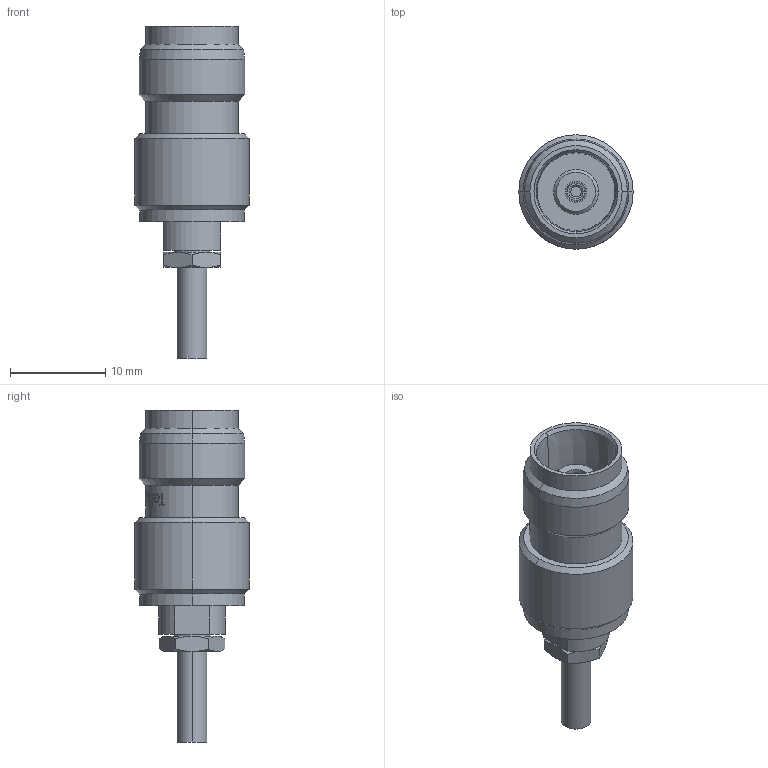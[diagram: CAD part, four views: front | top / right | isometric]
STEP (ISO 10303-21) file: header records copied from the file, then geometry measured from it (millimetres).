
FILE_DESCRIPTION (( 'STEP AP214' ), '1' );
FILE_NAME ('J01011B0032.STEP', '2019-07-05T06:25:55', ( '' ), ( '' ), 'SwSTEP 2.0', 'SolidWorks 2018', '' );
FILE_SCHEMA (( 'AUTOMOTIVE_DESIGN' ));
Length unit declared in the file: millimetre
Products named in the file (1): J01011B0032
Bounding box: 12 x 12 x 34.85 mm (x, y, z)
Volume: 1896.7 mm3; surface area: 1447.3 mm2
Topology: 1 solids, 1 shells, 268 faces, 669 edges, 436 vertices
Faces by surface type: plane 91, bspline 83, cylinder 56, cone 38
Entity records: 16407 total; most frequent: CARTESIAN_POINT 7789, ORIENTED_EDGE 1338, DIRECTION 890, EDGE_CURVE 669, VERTEX_POINT 436, AXIS2_PLACEMENT_3D 342, EDGE_LOOP 301, B_SPLINE_CURVE_WITH_KNOTS 295
